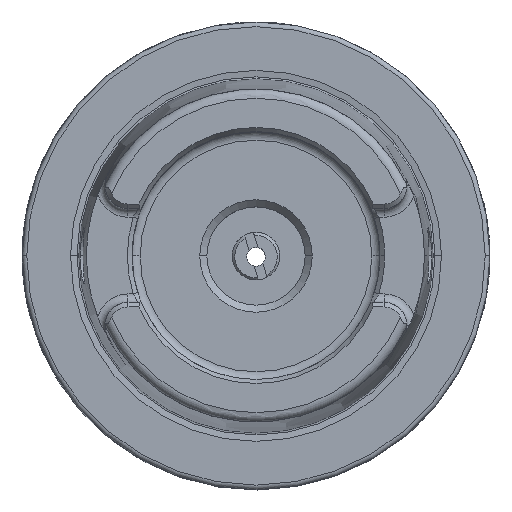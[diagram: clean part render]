
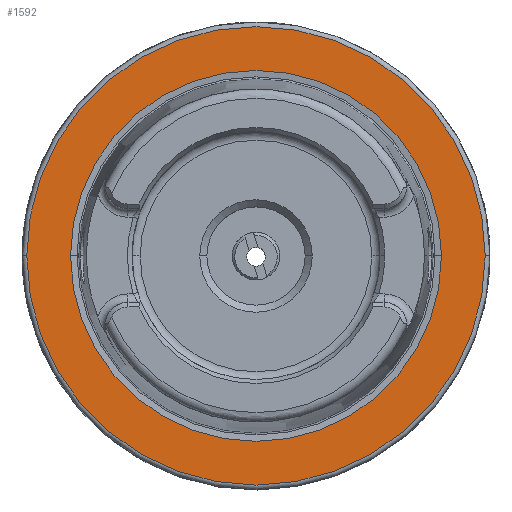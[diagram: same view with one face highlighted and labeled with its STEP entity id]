
A CAD part, top view. The second image highlights one B-rep face of the part: STEP entity #1592.
In plain terms, the highlighted planar face has unit normal (0, 0, 1).
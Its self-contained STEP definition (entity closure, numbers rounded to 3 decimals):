
#566 = VERTEX_POINT ( 'NONE', #8994 ) ;
#568 = VERTEX_POINT ( 'NONE', #8993 ) ;
#570 = EDGE_CURVE ( 'NONE', #571, #566, #8992, .T. ) ;
#571 = VERTEX_POINT ( 'NONE', #8987 ) ;
#593 = VERTEX_POINT ( 'NONE', #9549 ) ;
#689 = EDGE_CURVE ( 'NONE', #568, #593, #2928, .T. ) ;
#1377 = EDGE_CURVE ( 'NONE', #566, #571, #4526, .T. ) ;
#1378 = EDGE_LOOP ( 'NONE', ( #1583, #1464 ) ) ;
#1464 = ORIENTED_EDGE ( 'NONE', *, *, #1377, .T. ) ;
#1465 = EDGE_LOOP ( 'NONE', ( #1466, #1580 ) ) ;
#1466 = ORIENTED_EDGE ( 'NONE', *, *, #689, .F. ) ;
#1580 = ORIENTED_EDGE ( 'NONE', *, *, #1581, .F. ) ;
#1581 = EDGE_CURVE ( 'NONE', #593, #568, #4894, .T. ) ;
#1583 = ORIENTED_EDGE ( 'NONE', *, *, #570, .T. ) ;
#1592 = ADVANCED_FACE ( 'NONE', ( #4888, #4931 ), #4895, .T. ) ;
#2925 = DIRECTION ( 'NONE',  ( 0., 0., -1. ) ) ;
#2926 = CARTESIAN_POINT ( 'NONE',  ( 0., 0., 28.95 ) ) ;
#2927 = AXIS2_PLACEMENT_3D ( 'NONE', #2926, #2925, #3049 ) ;
#2928 = CIRCLE ( 'NONE', #2927, 49. ) ;
#3049 = DIRECTION ( 'NONE',  ( -1., 0., 0. ) ) ;
#4522 = DIRECTION ( 'NONE',  ( -1., 0., 0. ) ) ;
#4523 = DIRECTION ( 'NONE',  ( 0., 0., -1. ) ) ;
#4524 = CARTESIAN_POINT ( 'NONE',  ( 0., 0., 28.95 ) ) ;
#4525 = AXIS2_PLACEMENT_3D ( 'NONE', #4524, #4523, #4522 ) ;
#4526 = CIRCLE ( 'NONE', #4525, 39.647 ) ;
#4839 = CARTESIAN_POINT ( 'NONE',  ( 0., 0., 28.95 ) ) ;
#4888 = FACE_BOUND ( 'NONE', #1378, .T. ) ;
#4890 = DIRECTION ( 'NONE',  ( 0., 0., -1. ) ) ;
#4893 = AXIS2_PLACEMENT_3D ( 'NONE', #4839, #4890, #4971 ) ;
#4894 = CIRCLE ( 'NONE', #4893, 49. ) ;
#4895 = PLANE ( 'NONE',  #4897 ) ;
#4897 = AXIS2_PLACEMENT_3D ( 'NONE', #4920, #4919, #4918 ) ;
#4918 = DIRECTION ( 'NONE',  ( 1., 0., 0. ) ) ;
#4919 = DIRECTION ( 'NONE',  ( 0., 0., 1. ) ) ;
#4920 = CARTESIAN_POINT ( 'NONE',  ( 0., 39.647, 28.95 ) ) ;
#4931 = FACE_OUTER_BOUND ( 'NONE', #1465, .T. ) ;
#4971 = DIRECTION ( 'NONE',  ( -1., 0., 0. ) ) ;
#8987 = CARTESIAN_POINT ( 'NONE',  ( 39.647, 0., 28.95 ) ) ;
#8988 = DIRECTION ( 'NONE',  ( -1., 0., 0. ) ) ;
#8989 = DIRECTION ( 'NONE',  ( 0., 0., -1. ) ) ;
#8990 = CARTESIAN_POINT ( 'NONE',  ( 0., 0., 28.95 ) ) ;
#8991 = AXIS2_PLACEMENT_3D ( 'NONE', #8990, #8989, #8988 ) ;
#8992 = CIRCLE ( 'NONE', #8991, 39.647 ) ;
#8993 = CARTESIAN_POINT ( 'NONE',  ( -49., 0., 28.95 ) ) ;
#8994 = CARTESIAN_POINT ( 'NONE',  ( -39.647, 0., 28.95 ) ) ;
#9549 = CARTESIAN_POINT ( 'NONE',  ( 49., 0., 28.95 ) ) ;
